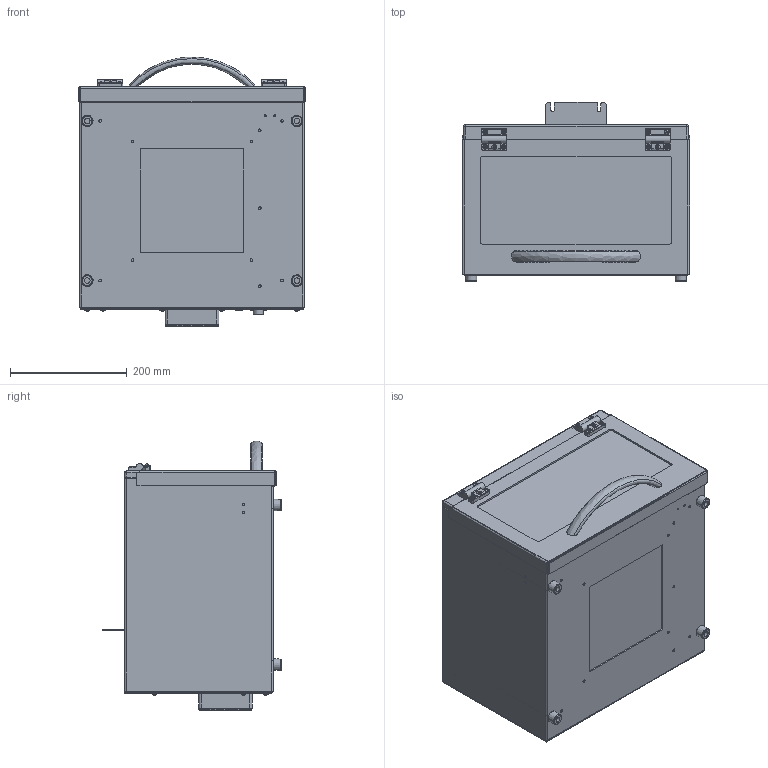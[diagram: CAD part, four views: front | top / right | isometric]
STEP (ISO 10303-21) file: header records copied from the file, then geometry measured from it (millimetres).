
FILE_DESCRIPTION (( 'STEP AP203' ), '1' );
FILE_NAME ('60419.STEP', '2020-08-17T14:52:57', ( '' ), ( '' ), 'SwSTEP 2.0', 'SolidWorks 2019', '' );
FILE_SCHEMA (( 'CONFIG_CONTROL_DESIGN' ));
Length unit declared in the file: inch
Products named in the file (1): 60419
Bounding box: 389.41 x 306.51 x 461.12 mm (x, y, z)
Volume: 35366617.8 mm3; surface area: 837071 mm2
Topology: 1 solids, 3 shells, 1340 faces, 3448 edges, 2199 vertices
Faces by surface type: plane 1038, cylinder 197, torus 54, sphere 30, bspline 12, cone 9
Full cylindrical faces by diameter (mm): 1.08 x9, 1.6 x8, 3.4 x2, 3.759 x2, 3.969 x4, 4.5 x11, 5.563 x4, 8 x24, 9.525 x4, 10.516 x1, 12.7 x1, 17.45 x1
Entity records: 40540 total; most frequent: CARTESIAN_POINT 8641, DIRECTION 6540, ORIENTED_EDGE 6420, EDGE_CURVE 3210, VECTOR 2290, LINE 2290, AXIS2_PLACEMENT_3D 2125, VERTEX_POINT 2105
